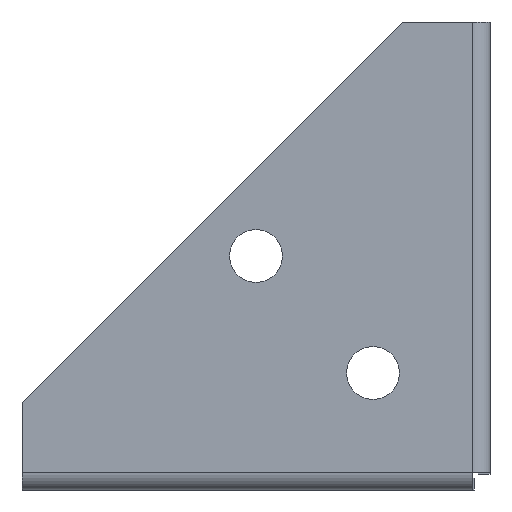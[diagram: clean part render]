
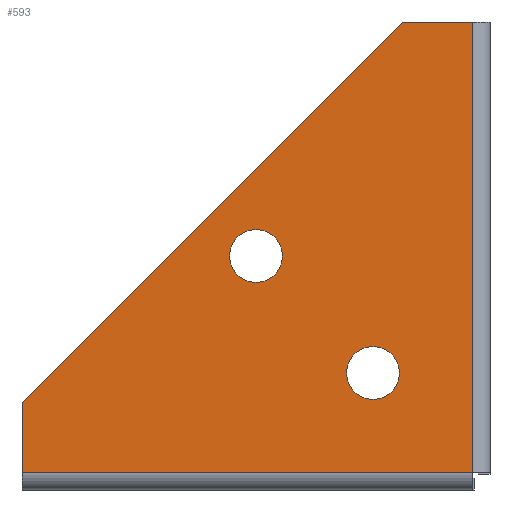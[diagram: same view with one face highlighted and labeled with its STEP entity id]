
A CAD part, left-side view. The second image highlights one B-rep face of the part: STEP entity #593.
In plain terms, the highlighted planar face has unit normal (-1, 0, 0).
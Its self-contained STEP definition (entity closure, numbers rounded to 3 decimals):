
#38 = CARTESIAN_POINT ( 'NONE',  ( 0., 80., 15. ) ) ;
#49 = AXIS2_PLACEMENT_3D ( 'NONE', #436, #229, #867 ) ;
#60 = CARTESIAN_POINT ( 'NONE',  ( 0., 40., 40. ) ) ;
#68 = FACE_BOUND ( 'NONE', #180, .T. ) ;
#76 = CARTESIAN_POINT ( 'NONE',  ( 0., 80., 15. ) ) ;
#101 = LINE ( 'NONE', #614, #348 ) ;
#105 = EDGE_CURVE ( 'NONE', #704, #1010, #441, .T. ) ;
#130 = DIRECTION ( 'NONE',  ( 0., -1., 0. ) ) ;
#139 = CARTESIAN_POINT ( 'NONE',  ( 0., 40., 35.5 ) ) ;
#143 = EDGE_LOOP ( 'NONE', ( #986, #1189, #1141, #1106, #1032 ) ) ;
#168 = CARTESIAN_POINT ( 'NONE',  ( 0., 0., 0. ) ) ;
#180 = EDGE_LOOP ( 'NONE', ( #287, #969 ) ) ;
#191 = VERTEX_POINT ( 'NONE', #1078 ) ;
#213 = CIRCLE ( 'NONE', #450, 4.5 ) ;
#215 = VERTEX_POINT ( 'NONE', #1283 ) ;
#216 = AXIS2_PLACEMENT_3D ( 'NONE', #60, #1079, #860 ) ;
#229 = DIRECTION ( 'NONE',  ( 1., 0., 0. ) ) ;
#238 = CARTESIAN_POINT ( 'NONE',  ( 0., 40., 44.5 ) ) ;
#245 = DIRECTION ( 'NONE',  ( 0., -0.707, 0.707 ) ) ;
#270 = EDGE_CURVE ( 'NONE', #838, #215, #494, .T. ) ;
#274 = FACE_OUTER_BOUND ( 'NONE', #143, .T. ) ;
#282 = LINE ( 'NONE', #289, #394 ) ;
#287 = ORIENTED_EDGE ( 'NONE', *, *, #270, .T. ) ;
#289 = CARTESIAN_POINT ( 'NONE',  ( 0., 3., 0. ) ) ;
#293 = CARTESIAN_POINT ( 'NONE',  ( 0., 15., 80. ) ) ;
#320 = EDGE_LOOP ( 'NONE', ( #1144, #1335 ) ) ;
#348 = VECTOR ( 'NONE', #130, 1000. ) ;
#349 = VECTOR ( 'NONE', #1221, 1000. ) ;
#365 = DIRECTION ( 'NONE',  ( 0., 0., -1. ) ) ;
#377 = DIRECTION ( 'NONE',  ( 0., 0., 1. ) ) ;
#394 = VECTOR ( 'NONE', #377, 1000. ) ;
#436 = CARTESIAN_POINT ( 'NONE',  ( 0., 40., 40. ) ) ;
#441 = LINE ( 'NONE', #38, #1004 ) ;
#450 = AXIS2_PLACEMENT_3D ( 'NONE', #842, #865, #1258 ) ;
#477 = CARTESIAN_POINT ( 'NONE',  ( 0., 15., 80. ) ) ;
#478 = CARTESIAN_POINT ( 'NONE',  ( 0., 20., 20. ) ) ;
#494 = CIRCLE ( 'NONE', #692, 4.5 ) ;
#536 = CARTESIAN_POINT ( 'NONE',  ( 0., 20., 15.5 ) ) ;
#538 = DIRECTION ( 'NONE',  ( 0., 0., 1. ) ) ;
#558 = EDGE_CURVE ( 'NONE', #215, #838, #213, .T. ) ;
#562 = VERTEX_POINT ( 'NONE', #238 ) ;
#593 = ADVANCED_FACE ( 'NONE', ( #687, #68, #274 ), #794, .F. ) ;
#614 = CARTESIAN_POINT ( 'NONE',  ( 0., 0., 3. ) ) ;
#642 = LINE ( 'NONE', #756, #984 ) ;
#652 = AXIS2_PLACEMENT_3D ( 'NONE', #168, #682, #1288 ) ;
#668 = CIRCLE ( 'NONE', #49, 4.5 ) ;
#682 = DIRECTION ( 'NONE',  ( 1., 0., 0. ) ) ;
#687 = FACE_BOUND ( 'NONE', #320, .T. ) ;
#692 = AXIS2_PLACEMENT_3D ( 'NONE', #478, #800, #365 ) ;
#704 = VERTEX_POINT ( 'NONE', #76 ) ;
#724 = CARTESIAN_POINT ( 'NONE',  ( 0., 3., 3. ) ) ;
#756 = CARTESIAN_POINT ( 'NONE',  ( 0., 80., 0. ) ) ;
#771 = EDGE_CURVE ( 'NONE', #191, #1196, #101, .T. ) ;
#794 = PLANE ( 'NONE',  #652 ) ;
#795 = CARTESIAN_POINT ( 'NONE',  ( 0., 3., 80. ) ) ;
#800 = DIRECTION ( 'NONE',  ( 1., 0., 0. ) ) ;
#838 = VERTEX_POINT ( 'NONE', #536 ) ;
#842 = CARTESIAN_POINT ( 'NONE',  ( 0., 20., 20. ) ) ;
#860 = DIRECTION ( 'NONE',  ( 0., 0., -1. ) ) ;
#865 = DIRECTION ( 'NONE',  ( 1., 0., 0. ) ) ;
#867 = DIRECTION ( 'NONE',  ( 0., 0., -1. ) ) ;
#969 = ORIENTED_EDGE ( 'NONE', *, *, #558, .T. ) ;
#984 = VECTOR ( 'NONE', #538, 1000. ) ;
#986 = ORIENTED_EDGE ( 'NONE', *, *, #771, .T. ) ;
#1004 = VECTOR ( 'NONE', #245, 1000. ) ;
#1010 = VERTEX_POINT ( 'NONE', #293 ) ;
#1032 = ORIENTED_EDGE ( 'NONE', *, *, #1244, .F. ) ;
#1052 = EDGE_CURVE ( 'NONE', #562, #1059, #1151, .T. ) ;
#1059 = VERTEX_POINT ( 'NONE', #139 ) ;
#1070 = EDGE_CURVE ( 'NONE', #1059, #562, #668, .T. ) ;
#1078 = CARTESIAN_POINT ( 'NONE',  ( 0., 80., 3. ) ) ;
#1079 = DIRECTION ( 'NONE',  ( 1., 0., 0. ) ) ;
#1105 = LINE ( 'NONE', #477, #349 ) ;
#1106 = ORIENTED_EDGE ( 'NONE', *, *, #105, .F. ) ;
#1141 = ORIENTED_EDGE ( 'NONE', *, *, #1268, .F. ) ;
#1144 = ORIENTED_EDGE ( 'NONE', *, *, #1070, .T. ) ;
#1151 = CIRCLE ( 'NONE', #216, 4.5 ) ;
#1189 = ORIENTED_EDGE ( 'NONE', *, *, #1282, .T. ) ;
#1196 = VERTEX_POINT ( 'NONE', #724 ) ;
#1221 = DIRECTION ( 'NONE',  ( 0., -1., 0. ) ) ;
#1244 = EDGE_CURVE ( 'NONE', #191, #704, #642, .T. ) ;
#1258 = DIRECTION ( 'NONE',  ( 0., 0., -1. ) ) ;
#1268 = EDGE_CURVE ( 'NONE', #1010, #1302, #1105, .T. ) ;
#1282 = EDGE_CURVE ( 'NONE', #1196, #1302, #282, .T. ) ;
#1283 = CARTESIAN_POINT ( 'NONE',  ( 0., 20., 24.5 ) ) ;
#1288 = DIRECTION ( 'NONE',  ( 0., 0., -1. ) ) ;
#1302 = VERTEX_POINT ( 'NONE', #795 ) ;
#1335 = ORIENTED_EDGE ( 'NONE', *, *, #1052, .T. ) ;
